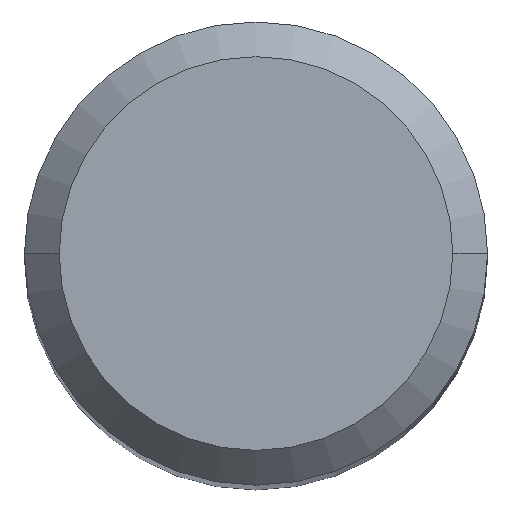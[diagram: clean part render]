
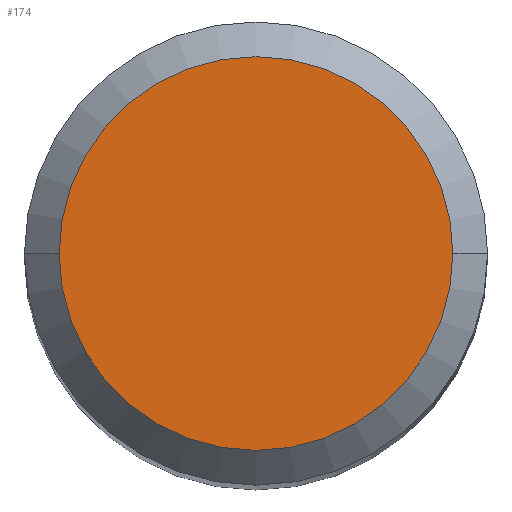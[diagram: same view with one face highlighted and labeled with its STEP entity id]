
A CAD part, top view. The second image highlights one B-rep face of the part: STEP entity #174.
In plain terms, the highlighted planar face has unit normal (0, 0, 1).
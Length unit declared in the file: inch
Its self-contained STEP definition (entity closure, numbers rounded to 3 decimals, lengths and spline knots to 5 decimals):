
#25 = DIRECTION ( 'NONE',  ( 1., 0., 0. ) ) ;
#74 = DIRECTION ( 'NONE',  ( 1., 0., 0. ) ) ;
#76 = AXIS2_PLACEMENT_3D ( 'NONE', #393, #456, #74 ) ;
#84 = EDGE_LOOP ( 'NONE', ( #420, #406 ) ) ;
#101 = AXIS2_PLACEMENT_3D ( 'NONE', #228, #481, #446 ) ;
#111 = CARTESIAN_POINT ( 'NONE',  ( 0.10039, 0., 0. ) ) ;
#140 = EDGE_CURVE ( 'NONE', #324, #275, #452, .T. ) ;
#174 = ADVANCED_FACE ( 'NONE', ( #378 ), #223, .F. ) ;
#223 = PLANE ( 'NONE',  #101 ) ;
#228 = CARTESIAN_POINT ( 'NONE',  ( 0., 0., 0. ) ) ;
#232 = CIRCLE ( 'NONE', #76, 0.10039 ) ;
#275 = VERTEX_POINT ( 'NONE', #355 ) ;
#280 = EDGE_CURVE ( 'NONE', #275, #324, #232, .T. ) ;
#298 = CARTESIAN_POINT ( 'NONE',  ( 0., 0., 0. ) ) ;
#324 = VERTEX_POINT ( 'NONE', #111 ) ;
#334 = AXIS2_PLACEMENT_3D ( 'NONE', #298, #410, #25 ) ;
#355 = CARTESIAN_POINT ( 'NONE',  ( -0.10039, 0., 0. ) ) ;
#378 = FACE_OUTER_BOUND ( 'NONE', #84, .T. ) ;
#393 = CARTESIAN_POINT ( 'NONE',  ( 0., 0., 0. ) ) ;
#406 = ORIENTED_EDGE ( 'NONE', *, *, #140, .T. ) ;
#410 = DIRECTION ( 'NONE',  ( 0., 0., 1. ) ) ;
#420 = ORIENTED_EDGE ( 'NONE', *, *, #280, .T. ) ;
#446 = DIRECTION ( 'NONE',  ( -1., 0., 0. ) ) ;
#452 = CIRCLE ( 'NONE', #334, 0.10039 ) ;
#456 = DIRECTION ( 'NONE',  ( 0., 0., 1. ) ) ;
#481 = DIRECTION ( 'NONE',  ( 0., 0., -1. ) ) ;
